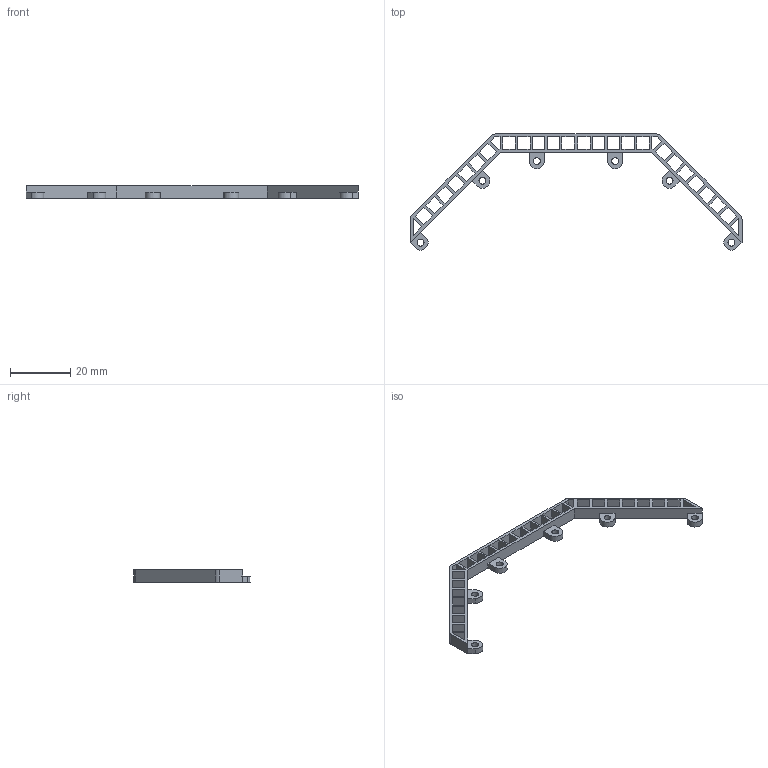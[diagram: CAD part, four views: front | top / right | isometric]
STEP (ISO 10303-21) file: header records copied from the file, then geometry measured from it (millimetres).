
FILE_DESCRIPTION (( 'STEP AP214' ), '1' );
FILE_NAME ('bumper.STEP', '2024-04-12T09:35:30', ( '' ), ( '' ), 'SwSTEP 2.0', 'SolidWorks 2021', '' );
FILE_SCHEMA (( 'AUTOMOTIVE_DESIGN' ));
Length unit declared in the file: millimetre
Products named in the file (1): bumper
Bounding box: 110 x 38.47 x 4 mm (x, y, z)
Volume: 1711.7 mm3; surface area: 4061.1 mm2
Topology: 1 solids, 1 shells, 156 faces, 463 edges, 309 vertices
Faces by surface type: plane 140, cylinder 16
Full cylindrical faces by diameter (mm): 2.3 x6
Entity records: 5260 total; most frequent: CARTESIAN_POINT 917, ORIENTED_EDGE 908, DIRECTION 800, EDGE_CURVE 454, LINE 422, VECTOR 422, VERTEX_POINT 306, EDGE_LOOP 230
